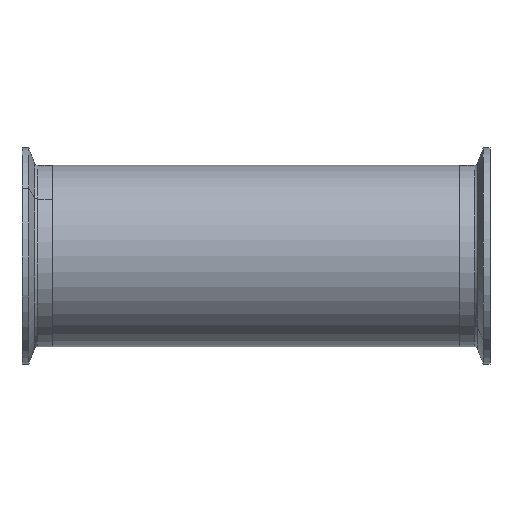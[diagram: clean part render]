
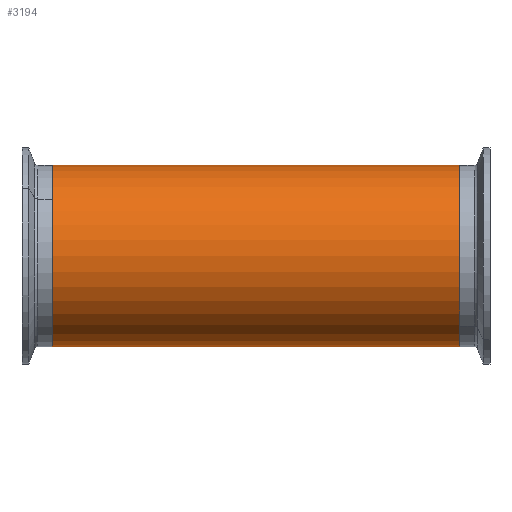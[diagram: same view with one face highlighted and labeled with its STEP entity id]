
A CAD part, front view. The second image highlights one B-rep face of the part: STEP entity #3194.
In plain terms, the highlighted cylindrical face has radius 38.1 mm (diameter 76.2 mm), a partial arc.
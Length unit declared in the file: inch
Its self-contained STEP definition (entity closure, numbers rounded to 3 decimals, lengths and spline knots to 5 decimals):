
#5 = ORIENTED_EDGE ( 'NONE', *, *, #909, .F. ) ;
#69 = CARTESIAN_POINT ( 'NONE',  ( 3.37402, 0., -1.5 ) ) ;
#127 = LINE ( 'NONE', #69, #469 ) ;
#238 = CARTESIAN_POINT ( 'NONE',  ( 3.37402, 0., 1.5 ) ) ;
#426 = AXIS2_PLACEMENT_3D ( 'NONE', #571, #2285, #1578 ) ;
#469 = VECTOR ( 'NONE', #2816, 39.37008 ) ;
#571 = CARTESIAN_POINT ( 'NONE',  ( 3.37402, 0., 0. ) ) ;
#594 = VERTEX_POINT ( 'NONE', #2643 ) ;
#603 = CYLINDRICAL_SURFACE ( 'NONE', #1410, 1.5 ) ;
#752 = VERTEX_POINT ( 'NONE', #3208 ) ;
#754 = DIRECTION ( 'NONE',  ( 1., 0., 0. ) ) ;
#797 = LINE ( 'NONE', #238, #1406 ) ;
#909 = EDGE_CURVE ( 'NONE', #3197, #2719, #2113, .T. ) ;
#1113 = EDGE_LOOP ( 'NONE', ( #2927, #5, #2888, #2033 ) ) ;
#1122 = CARTESIAN_POINT ( 'NONE',  ( 3.37402, 0., 0. ) ) ;
#1239 = CARTESIAN_POINT ( 'NONE',  ( -3.37402, 0., 0. ) ) ;
#1251 = DIRECTION ( 'NONE',  ( 0., 0., -1. ) ) ;
#1302 = EDGE_CURVE ( 'NONE', #2719, #752, #127, .T. ) ;
#1406 = VECTOR ( 'NONE', #2727, 39.37008 ) ;
#1410 = AXIS2_PLACEMENT_3D ( 'NONE', #1122, #3065, #2813 ) ;
#1551 = CARTESIAN_POINT ( 'NONE',  ( 3.37402, 0., -1.5 ) ) ;
#1578 = DIRECTION ( 'NONE',  ( 0., 0., -1. ) ) ;
#1911 = EDGE_CURVE ( 'NONE', #594, #752, #3159, .T. ) ;
#1952 = EDGE_CURVE ( 'NONE', #3197, #594, #797, .T. ) ;
#2033 = ORIENTED_EDGE ( 'NONE', *, *, #1911, .T. ) ;
#2099 = CARTESIAN_POINT ( 'NONE',  ( 3.37402, 0., 1.5 ) ) ;
#2113 = CIRCLE ( 'NONE', #426, 1.5 ) ;
#2228 = FACE_OUTER_BOUND ( 'NONE', #1113, .T. ) ;
#2285 = DIRECTION ( 'NONE',  ( 1., 0., 0. ) ) ;
#2365 = AXIS2_PLACEMENT_3D ( 'NONE', #1239, #754, #1251 ) ;
#2643 = CARTESIAN_POINT ( 'NONE',  ( -3.37402, 0., 1.5 ) ) ;
#2719 = VERTEX_POINT ( 'NONE', #1551 ) ;
#2727 = DIRECTION ( 'NONE',  ( -1., 0., 0. ) ) ;
#2813 = DIRECTION ( 'NONE',  ( 0., 0., 1. ) ) ;
#2816 = DIRECTION ( 'NONE',  ( -1., 0., 0. ) ) ;
#2888 = ORIENTED_EDGE ( 'NONE', *, *, #1952, .T. ) ;
#2927 = ORIENTED_EDGE ( 'NONE', *, *, #1302, .F. ) ;
#3065 = DIRECTION ( 'NONE',  ( -1., 0., 0. ) ) ;
#3159 = CIRCLE ( 'NONE', #2365, 1.5 ) ;
#3194 = ADVANCED_FACE ( 'NONE', ( #2228 ), #603, .T. ) ;
#3197 = VERTEX_POINT ( 'NONE', #2099 ) ;
#3208 = CARTESIAN_POINT ( 'NONE',  ( -3.37402, 0., -1.5 ) ) ;
